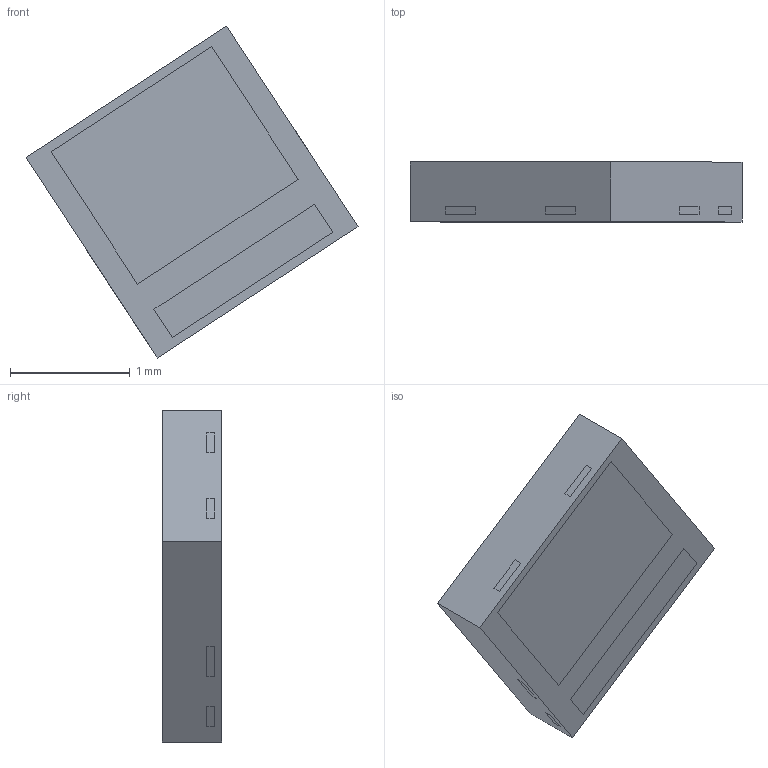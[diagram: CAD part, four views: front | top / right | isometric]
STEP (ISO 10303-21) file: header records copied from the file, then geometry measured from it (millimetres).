
FILE_DESCRIPTION(/* description */ ('Unknown'),/* implementation_level */ '2;1');
FILE_NAME(/* name */ 'DFN2020B-2',/* time_stamp */ '2018-02-21T14:58:03+08:00',/* author */ ('Unknown'),/* organization */ ('Unknown'),/* preprocessor_version */ 'ST-DEVELOPER v16.7',/* originating_system */ 'DEX',/* authorisation */ $);
FILE_SCHEMA (('AUTOMOTIVE_DESIGN {1 0 10303 214 3 1 1}'));
Length unit declared in the file: millimetre
Products named in the file (3): DFN2020B-2; LDF; MOLD
Assembly tree (2 placements, depth 2):
  DFN2020B-2
    LDF
    MOLD
Bounding box: 2.77 x 0.5 x 2.77 mm (x, y, z)
Volume: 2 mm3; surface area: 22.6 mm2
Topology: 3 solids, 3 shells, 116 faces, 348 edges, 232 vertices
Faces by surface type: plane 92, cylinder 24
Entity records: 3993 total; most frequent: CARTESIAN_POINT 699, ORIENTED_EDGE 696, DIRECTION 634, EDGE_CURVE 348, LINE 300, VECTOR 300, VERTEX_POINT 232, AXIS2_PLACEMENT_3D 167
